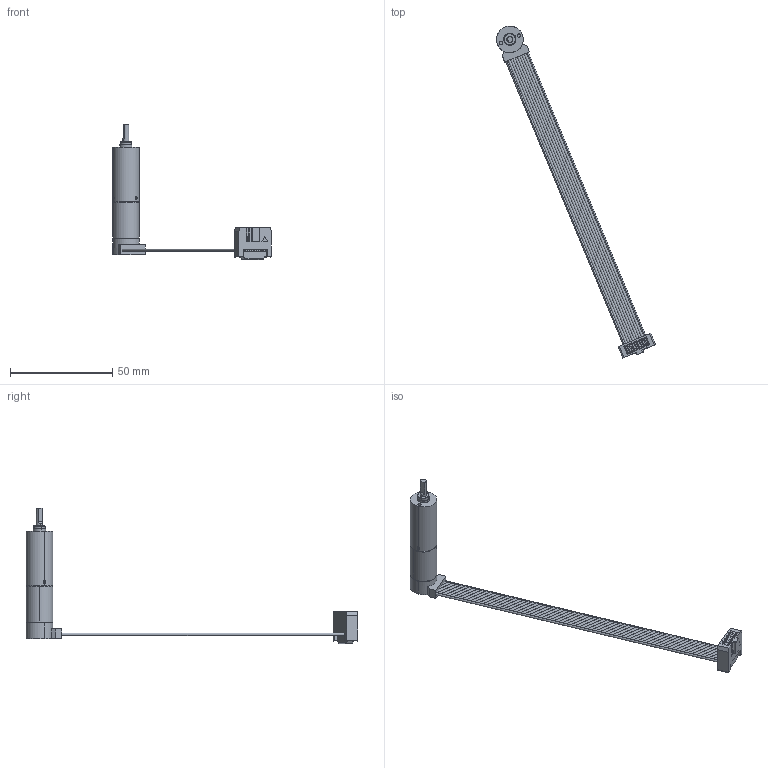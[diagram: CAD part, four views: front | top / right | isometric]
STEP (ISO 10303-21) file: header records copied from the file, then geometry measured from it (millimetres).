
FILE_DESCRIPTION (( 'STEP AP203' ), '1' );
FILE_NAME ('DCU13020+R13+PG13C-0271.STEP', '2021-05-10T08:35:00', ( '88' ), ( '' ), 'SwSTEP 2.0', 'SolidWorks 2014', '' );
FILE_SCHEMA (( 'CONFIG_CONTROL_DESIGN' ));
Length unit declared in the file: millimetre
Products named in the file (1): DCU13020+R13+PG13C-0271
Bounding box: 77.57 x 161.95 x 65.92 mm (x, y, z)
Surface area: 10054.3 mm2 (no closed solid volume)
Topology: 0 solids, 16 shells, 217 faces, 647 edges, 440 vertices
Faces by surface type: plane 134, cylinder 66, cone 9, bspline 4, torus 4
Entity records: 7511 total; most frequent: CARTESIAN_POINT 1676, DIRECTION 1183, ORIENTED_EDGE 1075, EDGE_CURVE 646, VECTOR 467, LINE 467, VERTEX_POINT 440, AXIS2_PLACEMENT_3D 358
